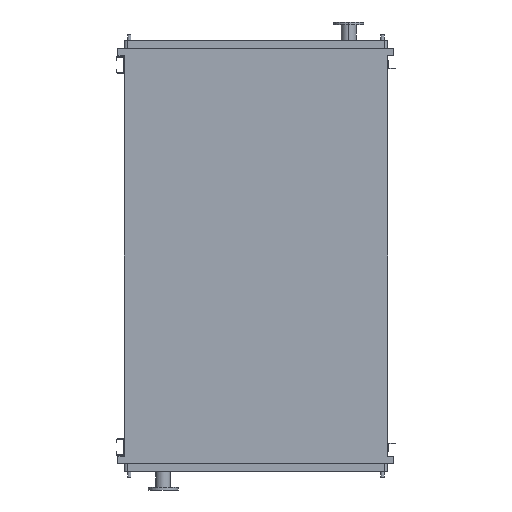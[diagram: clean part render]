
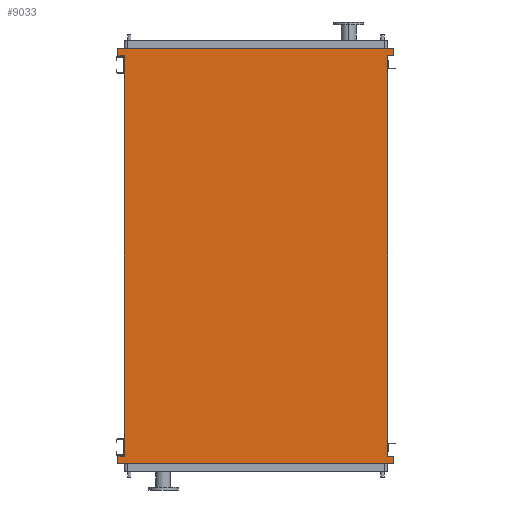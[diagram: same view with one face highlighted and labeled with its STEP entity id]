
A CAD part, front view. The second image highlights one B-rep face of the part: STEP entity #9033.
In plain terms, the highlighted planar face has unit normal (0, -1, 0).
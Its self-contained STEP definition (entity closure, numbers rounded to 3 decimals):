
#52 = EDGE_CURVE ( 'NONE', #7187, #8073, #9076, .T. ) ;
#63 = VECTOR ( 'NONE', #3332, 1000. ) ;
#103 = VERTEX_POINT ( 'NONE', #531 ) ;
#118 = VERTEX_POINT ( 'NONE', #5697 ) ;
#262 = DIRECTION ( 'NONE',  ( 1., 0., 0. ) ) ;
#299 = ORIENTED_EDGE ( 'NONE', *, *, #3883, .F. ) ;
#317 = VECTOR ( 'NONE', #4017, 1000. ) ;
#387 = EDGE_CURVE ( 'NONE', #118, #9349, #6460, .T. ) ;
#414 = ORIENTED_EDGE ( 'NONE', *, *, #52, .F. ) ;
#531 = CARTESIAN_POINT ( 'NONE',  ( -1011., 0., -2945. ) ) ;
#563 = DIRECTION ( 'NONE',  ( 0., 0., 1. ) ) ;
#629 = EDGE_LOOP ( 'NONE', ( #7471, #870, #299, #6456, #4971, #7099, #6858, #414, #6264, #11122, #5822, #1677 ) ) ;
#635 = VECTOR ( 'NONE', #9586, 1000. ) ;
#747 = VECTOR ( 'NONE', #4021, 1000. ) ;
#793 = EDGE_CURVE ( 'NONE', #10088, #1571, #3484, .T. ) ;
#796 = CARTESIAN_POINT ( 'NONE',  ( -1011., 0., -2893. ) ) ;
#870 = ORIENTED_EDGE ( 'NONE', *, *, #3048, .F. ) ;
#1120 = VECTOR ( 'NONE', #262, 1000. ) ;
#1571 = VERTEX_POINT ( 'NONE', #2997 ) ;
#1677 = ORIENTED_EDGE ( 'NONE', *, *, #793, .F. ) ;
#1940 = CARTESIAN_POINT ( 'NONE',  ( 1011., 0., 95. ) ) ;
#2097 = PLANE ( 'NONE',  #8446 ) ;
#2167 = EDGE_CURVE ( 'NONE', #8073, #118, #7219, .T. ) ;
#2192 = VECTOR ( 'NONE', #10280, 1000. ) ;
#2372 = VERTEX_POINT ( 'NONE', #7069 ) ;
#2378 = CARTESIAN_POINT ( 'NONE',  ( 1011., 0., -2893. ) ) ;
#2933 = CARTESIAN_POINT ( 'NONE',  ( -1011., 0., 95. ) ) ;
#2997 = CARTESIAN_POINT ( 'NONE',  ( 1011., 0., -2893. ) ) ;
#3048 = EDGE_CURVE ( 'NONE', #2372, #3168, #10236, .T. ) ;
#3060 = LINE ( 'NONE', #9185, #317 ) ;
#3168 = VERTEX_POINT ( 'NONE', #7874 ) ;
#3278 = LINE ( 'NONE', #7435, #4190 ) ;
#3331 = CARTESIAN_POINT ( 'NONE',  ( -1011., 0., 43. ) ) ;
#3332 = DIRECTION ( 'NONE',  ( -1., 0., 0. ) ) ;
#3349 = EDGE_CURVE ( 'NONE', #6065, #8895, #8747, .T. ) ;
#3471 = DIRECTION ( 'NONE',  ( 0., -1., 0. ) ) ;
#3484 = LINE ( 'NONE', #7688, #2192 ) ;
#3551 = EDGE_CURVE ( 'NONE', #103, #7187, #10150, .T. ) ;
#3831 = EDGE_CURVE ( 'NONE', #1571, #7276, #5861, .T. ) ;
#3883 = EDGE_CURVE ( 'NONE', #8895, #2372, #3278, .T. ) ;
#4017 = DIRECTION ( 'NONE',  ( 0., 0., 1. ) ) ;
#4021 = DIRECTION ( 'NONE',  ( 1., 0., 0. ) ) ;
#4190 = VECTOR ( 'NONE', #5910, 1000. ) ;
#4292 = LINE ( 'NONE', #7838, #635 ) ;
#4364 = DIRECTION ( 'NONE',  ( 0., 0., -1. ) ) ;
#4410 = CARTESIAN_POINT ( 'NONE',  ( -1011., 0., -2893. ) ) ;
#4531 = CARTESIAN_POINT ( 'NONE',  ( -1011., 0., 95. ) ) ;
#4715 = CARTESIAN_POINT ( 'NONE',  ( 965., 0., -2893. ) ) ;
#4971 = ORIENTED_EDGE ( 'NONE', *, *, #9661, .F. ) ;
#5247 = VECTOR ( 'NONE', #10936, 1000. ) ;
#5691 = DIRECTION ( 'NONE',  ( 0., 0., -1. ) ) ;
#5697 = CARTESIAN_POINT ( 'NONE',  ( -965., 0., 43. ) ) ;
#5822 = ORIENTED_EDGE ( 'NONE', *, *, #3831, .F. ) ;
#5861 = LINE ( 'NONE', #2378, #9036 ) ;
#5910 = DIRECTION ( 'NONE',  ( 0., 0., -1. ) ) ;
#6065 = VERTEX_POINT ( 'NONE', #4531 ) ;
#6264 = ORIENTED_EDGE ( 'NONE', *, *, #3551, .F. ) ;
#6305 = CARTESIAN_POINT ( 'NONE',  ( -965., 0., -2850. ) ) ;
#6357 = LINE ( 'NONE', #2933, #10605 ) ;
#6413 = EDGE_CURVE ( 'NONE', #7276, #103, #4292, .T. ) ;
#6456 = ORIENTED_EDGE ( 'NONE', *, *, #3349, .F. ) ;
#6460 = LINE ( 'NONE', #7132, #7559 ) ;
#6755 = EDGE_CURVE ( 'NONE', #10088, #3168, #3060, .T. ) ;
#6765 = CARTESIAN_POINT ( 'NONE',  ( -1011., 0., -2945. ) ) ;
#6858 = ORIENTED_EDGE ( 'NONE', *, *, #2167, .F. ) ;
#7069 = CARTESIAN_POINT ( 'NONE',  ( 1011., 0., 43. ) ) ;
#7099 = ORIENTED_EDGE ( 'NONE', *, *, #387, .F. ) ;
#7132 = CARTESIAN_POINT ( 'NONE',  ( -1011., 0., 43. ) ) ;
#7187 = VERTEX_POINT ( 'NONE', #4410 ) ;
#7215 = CARTESIAN_POINT ( 'NONE',  ( 1011., 0., -2945. ) ) ;
#7219 = LINE ( 'NONE', #10545, #8145 ) ;
#7276 = VERTEX_POINT ( 'NONE', #7215 ) ;
#7435 = CARTESIAN_POINT ( 'NONE',  ( 1011., 0., 43. ) ) ;
#7471 = ORIENTED_EDGE ( 'NONE', *, *, #6755, .T. ) ;
#7559 = VECTOR ( 'NONE', #10684, 1000. ) ;
#7601 = CARTESIAN_POINT ( 'NONE',  ( 965., 0., 43. ) ) ;
#7688 = CARTESIAN_POINT ( 'NONE',  ( 965., 0., -2893. ) ) ;
#7838 = CARTESIAN_POINT ( 'NONE',  ( 1011., 0., -2945. ) ) ;
#7874 = CARTESIAN_POINT ( 'NONE',  ( 965., 0., 43. ) ) ;
#8073 = VERTEX_POINT ( 'NONE', #8335 ) ;
#8145 = VECTOR ( 'NONE', #10599, 1000. ) ;
#8335 = CARTESIAN_POINT ( 'NONE',  ( -965., 0., -2893. ) ) ;
#8446 = AXIS2_PLACEMENT_3D ( 'NONE', #6305, #3471, #4364 ) ;
#8747 = LINE ( 'NONE', #1940, #1120 ) ;
#8895 = VERTEX_POINT ( 'NONE', #10211 ) ;
#9033 = ADVANCED_FACE ( 'NONE', ( #9747 ), #2097, .T. ) ;
#9036 = VECTOR ( 'NONE', #5691, 1000. ) ;
#9076 = LINE ( 'NONE', #796, #747 ) ;
#9185 = CARTESIAN_POINT ( 'NONE',  ( 965., 0., -2850. ) ) ;
#9349 = VERTEX_POINT ( 'NONE', #3331 ) ;
#9586 = DIRECTION ( 'NONE',  ( -1., 0., 0. ) ) ;
#9661 = EDGE_CURVE ( 'NONE', #9349, #6065, #6357, .T. ) ;
#9747 = FACE_OUTER_BOUND ( 'NONE', #629, .T. ) ;
#10088 = VERTEX_POINT ( 'NONE', #4715 ) ;
#10150 = LINE ( 'NONE', #6765, #5247 ) ;
#10211 = CARTESIAN_POINT ( 'NONE',  ( 1011., 0., 95. ) ) ;
#10236 = LINE ( 'NONE', #7601, #63 ) ;
#10280 = DIRECTION ( 'NONE',  ( 1., 0., 0. ) ) ;
#10545 = CARTESIAN_POINT ( 'NONE',  ( -965., 0., -2850. ) ) ;
#10599 = DIRECTION ( 'NONE',  ( 0., 0., 1. ) ) ;
#10605 = VECTOR ( 'NONE', #563, 1000. ) ;
#10684 = DIRECTION ( 'NONE',  ( -1., 0., 0. ) ) ;
#10936 = DIRECTION ( 'NONE',  ( 0., 0., 1. ) ) ;
#11122 = ORIENTED_EDGE ( 'NONE', *, *, #6413, .F. ) ;
